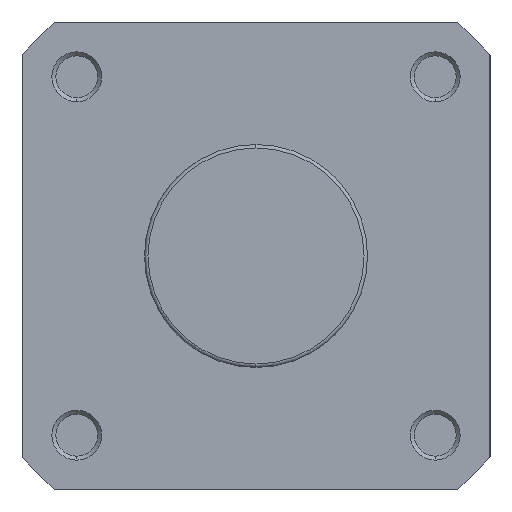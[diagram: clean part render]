
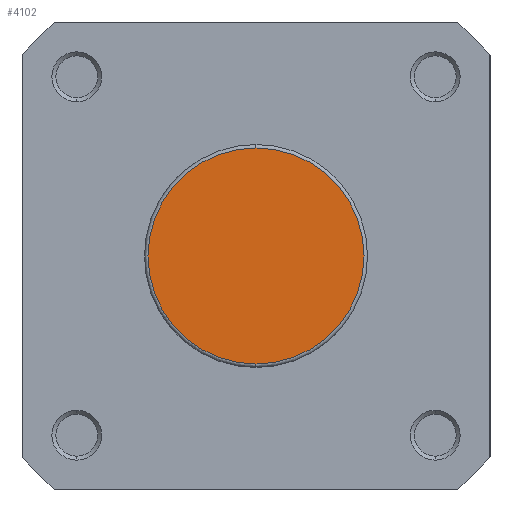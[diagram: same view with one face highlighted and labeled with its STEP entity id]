
A CAD part, left-side view. The second image highlights one B-rep face of the part: STEP entity #4102.
In plain terms, the highlighted planar face has unit normal (-1, 0, 0).
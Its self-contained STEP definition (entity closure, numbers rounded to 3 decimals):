
#53 = EDGE_LOOP ( 'NONE', ( #5322, #5321 ) ) ;
#401 = CIRCLE ( 'NONE', #5100, 21.7 ) ;
#1618 = CARTESIAN_POINT ( 'NONE',  ( 0., 22.4, 0. ) ) ;
#1619 = PLANE ( 'NONE',  #4979 ) ;
#1621 = DIRECTION ( 'NONE',  ( 1., 0., 0. ) ) ;
#1622 = DIRECTION ( 'NONE',  ( 0., 0., -1. ) ) ;
#1650 = CARTESIAN_POINT ( 'NONE',  ( 0., 0., 21.7 ) ) ;
#1862 = CARTESIAN_POINT ( 'NONE',  ( 0., 0., -21.7 ) ) ;
#2438 = FACE_OUTER_BOUND ( 'NONE', #53, .T. ) ;
#2907 = CIRCLE ( 'NONE', #5072, 21.7 ) ;
#3523 = CARTESIAN_POINT ( 'NONE',  ( 0., 0., 0. ) ) ;
#3524 = DIRECTION ( 'NONE',  ( -1., 0., 0. ) ) ;
#3525 = DIRECTION ( 'NONE',  ( 0., 0., -1. ) ) ;
#3671 = CARTESIAN_POINT ( 'NONE',  ( 0., 0., 0. ) ) ;
#3673 = DIRECTION ( 'NONE',  ( -1., 0., 0. ) ) ;
#3674 = DIRECTION ( 'NONE',  ( 0., 0., -1. ) ) ;
#4102 = ADVANCED_FACE ( 'NONE', ( #2438 ), #1619, .F. ) ;
#4126 = VERTEX_POINT ( 'NONE', #1650 ) ;
#4273 = VERTEX_POINT ( 'NONE', #1862 ) ;
#4597 = EDGE_CURVE ( 'NONE', #4273, #4126, #2907, .T. ) ;
#4656 = EDGE_CURVE ( 'NONE', #4126, #4273, #401, .T. ) ;
#4979 = AXIS2_PLACEMENT_3D ( 'NONE', #1618, #1621, #1622 ) ;
#5072 = AXIS2_PLACEMENT_3D ( 'NONE', #3523, #3524, #3525 ) ;
#5100 = AXIS2_PLACEMENT_3D ( 'NONE', #3671, #3673, #3674 ) ;
#5321 = ORIENTED_EDGE ( 'NONE', *, *, #4656, .T. ) ;
#5322 = ORIENTED_EDGE ( 'NONE', *, *, #4597, .T. ) ;
